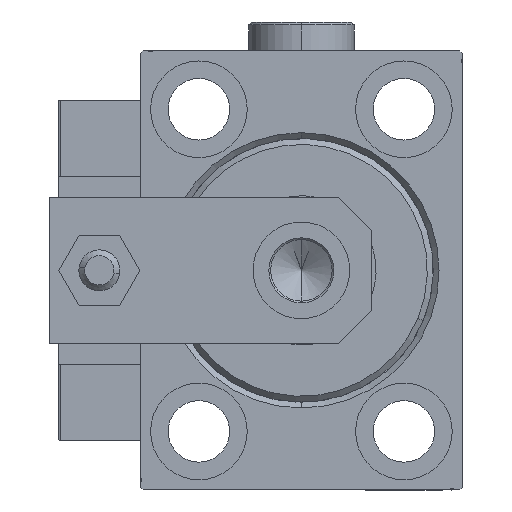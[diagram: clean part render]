
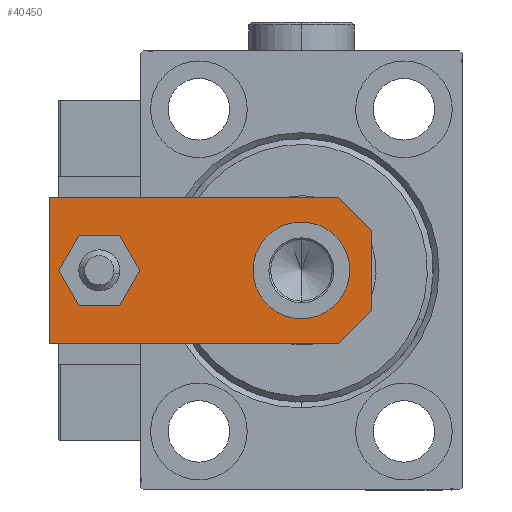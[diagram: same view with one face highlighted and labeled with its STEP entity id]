
A CAD part, left-side view. The second image highlights one B-rep face of the part: STEP entity #40450.
In plain terms, the highlighted face is planar.
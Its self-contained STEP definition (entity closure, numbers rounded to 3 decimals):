
#634 = CARTESIAN_POINT ( 'NONE',  ( -12.5, 0., 6. ) ) ;
#822 = CARTESIAN_POINT ( 'NONE',  ( -12.5, 55., 6. ) ) ;
#1860 = EDGE_CURVE ( 'NONE', #18024, #33722, #29724, .T. ) ;
#2311 = VECTOR ( 'NONE', #21020, 1000. ) ;
#2445 = DIRECTION ( 'NONE',  ( 1., 0., 0. ) ) ;
#3413 = EDGE_CURVE ( 'NONE', #40411, #38236, #6305, .T. ) ;
#3467 = EDGE_CURVE ( 'NONE', #39434, #11376, #18590, .T. ) ;
#4255 = ORIENTED_EDGE ( 'NONE', *, *, #3467, .T. ) ;
#4519 = DIRECTION ( 'NONE',  ( 0., 0., 1. ) ) ;
#4868 = CARTESIAN_POINT ( 'NONE',  ( -8.25, 12., 6. ) ) ;
#5064 = CARTESIAN_POINT ( 'NONE',  ( 8.25, 12., 6. ) ) ;
#5163 = CARTESIAN_POINT ( 'NONE',  ( 12.5, 0., 6. ) ) ;
#6024 = ORIENTED_EDGE ( 'NONE', *, *, #3413, .F. ) ;
#6305 = CIRCLE ( 'NONE', #22114, 8.25 ) ;
#6912 = EDGE_CURVE ( 'NONE', #11376, #18024, #36670, .T. ) ;
#7324 = VECTOR ( 'NONE', #28389, 1000. ) ;
#8132 = EDGE_LOOP ( 'NONE', ( #11769, #6024 ) ) ;
#8354 = LINE ( 'NONE', #822, #7324 ) ;
#8423 = DIRECTION ( 'NONE',  ( 1., 0., 0. ) ) ;
#8477 = EDGE_LOOP ( 'NONE', ( #37555, #38581 ) ) ;
#8669 = ORIENTED_EDGE ( 'NONE', *, *, #43901, .T. ) ;
#9315 = VERTEX_POINT ( 'NONE', #27104 ) ;
#9985 = CARTESIAN_POINT ( 'NONE',  ( 0., 0., 6. ) ) ;
#10044 = DIRECTION ( 'NONE',  ( 0.707, -0.707, 0. ) ) ;
#10233 = FACE_BOUND ( 'NONE', #8132, .T. ) ;
#10251 = ORIENTED_EDGE ( 'NONE', *, *, #32495, .T. ) ;
#10531 = CARTESIAN_POINT ( 'NONE',  ( 4., 46.5, 6. ) ) ;
#10985 = FACE_BOUND ( 'NONE', #8477, .T. ) ;
#11319 = DIRECTION ( 'NONE',  ( 1., 0., 0. ) ) ;
#11376 = VERTEX_POINT ( 'NONE', #17461 ) ;
#11769 = ORIENTED_EDGE ( 'NONE', *, *, #32357, .F. ) ;
#12294 = DIRECTION ( 'NONE',  ( 1., 0., 0. ) ) ;
#15680 = CARTESIAN_POINT ( 'NONE',  ( 0., 46.5, 6. ) ) ;
#16468 = DIRECTION ( 'NONE',  ( 1., 0., 0. ) ) ;
#16967 = EDGE_CURVE ( 'NONE', #28948, #36719, #47948, .T. ) ;
#17461 = CARTESIAN_POINT ( 'NONE',  ( 12.5, 5.66, 6. ) ) ;
#17516 = CARTESIAN_POINT ( 'NONE',  ( 6.84, 0., 6. ) ) ;
#18024 = VERTEX_POINT ( 'NONE', #40422 ) ;
#18590 = LINE ( 'NONE', #50885, #35411 ) ;
#19554 = VECTOR ( 'NONE', #10044, 1000. ) ;
#20091 = DIRECTION ( 'NONE',  ( 0., 0., 1. ) ) ;
#21020 = DIRECTION ( 'NONE',  ( 0., 1., 0. ) ) ;
#21299 = EDGE_CURVE ( 'NONE', #36719, #28948, #45629, .T. ) ;
#21674 = LINE ( 'NONE', #634, #23435 ) ;
#21898 = VERTEX_POINT ( 'NONE', #42897 ) ;
#22114 = AXIS2_PLACEMENT_3D ( 'NONE', #43080, #26927, #30606 ) ;
#23007 = VECTOR ( 'NONE', #26060, 1000. ) ;
#23435 = VECTOR ( 'NONE', #16468, 1000. ) ;
#24535 = ORIENTED_EDGE ( 'NONE', *, *, #1860, .T. ) ;
#26060 = DIRECTION ( 'NONE',  ( -1., 0., 0. ) ) ;
#26113 = DIRECTION ( 'NONE',  ( 0., 0., 1. ) ) ;
#26177 = DIRECTION ( 'NONE',  ( 0.707, 0.707, 0. ) ) ;
#26927 = DIRECTION ( 'NONE',  ( 0., 0., 1. ) ) ;
#27104 = CARTESIAN_POINT ( 'NONE',  ( -12.5, 5.66, 6. ) ) ;
#27568 = CIRCLE ( 'NONE', #35916, 8.25 ) ;
#27893 = ORIENTED_EDGE ( 'NONE', *, *, #6912, .T. ) ;
#28389 = DIRECTION ( 'NONE',  ( 0., -1., 0. ) ) ;
#28948 = VERTEX_POINT ( 'NONE', #51262 ) ;
#29724 = LINE ( 'NONE', #45612, #23007 ) ;
#30606 = DIRECTION ( 'NONE',  ( 1., 0., 0. ) ) ;
#32357 = EDGE_CURVE ( 'NONE', #38236, #40411, #27568, .T. ) ;
#32495 = EDGE_CURVE ( 'NONE', #21898, #39434, #21674, .T. ) ;
#33146 = EDGE_LOOP ( 'NONE', ( #8669, #38845, #10251, #4255, #27893, #24535 ) ) ;
#33157 = AXIS2_PLACEMENT_3D ( 'NONE', #15680, #20091, #12294 ) ;
#33722 = VERTEX_POINT ( 'NONE', #34556 ) ;
#34556 = CARTESIAN_POINT ( 'NONE',  ( -12.5, 55., 6. ) ) ;
#35411 = VECTOR ( 'NONE', #26177, 1000. ) ;
#35483 = AXIS2_PLACEMENT_3D ( 'NONE', #47503, #46988, #11319 ) ;
#35916 = AXIS2_PLACEMENT_3D ( 'NONE', #44075, #4519, #8423 ) ;
#36670 = LINE ( 'NONE', #5163, #2311 ) ;
#36719 = VERTEX_POINT ( 'NONE', #10531 ) ;
#37405 = CARTESIAN_POINT ( 'NONE',  ( -3.42, -3.42, 6. ) ) ;
#37555 = ORIENTED_EDGE ( 'NONE', *, *, #16967, .F. ) ;
#38236 = VERTEX_POINT ( 'NONE', #4868 ) ;
#38310 = EDGE_CURVE ( 'NONE', #9315, #21898, #45720, .T. ) ;
#38581 = ORIENTED_EDGE ( 'NONE', *, *, #21299, .F. ) ;
#38845 = ORIENTED_EDGE ( 'NONE', *, *, #38310, .T. ) ;
#39434 = VERTEX_POINT ( 'NONE', #17516 ) ;
#40411 = VERTEX_POINT ( 'NONE', #5064 ) ;
#40422 = CARTESIAN_POINT ( 'NONE',  ( 12.5, 55., 6. ) ) ;
#40450 = ADVANCED_FACE ( 'NONE', ( #10985, #45659, #10233 ), #42248, .T. ) ;
#42248 = PLANE ( 'NONE',  #42908 ) ;
#42897 = CARTESIAN_POINT ( 'NONE',  ( -6.84, 0., 6. ) ) ;
#42908 = AXIS2_PLACEMENT_3D ( 'NONE', #9985, #26113, #2445 ) ;
#43080 = CARTESIAN_POINT ( 'NONE',  ( 0., 12., 6. ) ) ;
#43901 = EDGE_CURVE ( 'NONE', #33722, #9315, #8354, .T. ) ;
#44075 = CARTESIAN_POINT ( 'NONE',  ( 0., 12., 6. ) ) ;
#45612 = CARTESIAN_POINT ( 'NONE',  ( 12.5, 55., 6. ) ) ;
#45629 = CIRCLE ( 'NONE', #33157, 4. ) ;
#45659 = FACE_OUTER_BOUND ( 'NONE', #33146, .T. ) ;
#45720 = LINE ( 'NONE', #37405, #19554 ) ;
#46988 = DIRECTION ( 'NONE',  ( 0., 0., 1. ) ) ;
#47503 = CARTESIAN_POINT ( 'NONE',  ( 0., 46.5, 6. ) ) ;
#47948 = CIRCLE ( 'NONE', #35483, 4. ) ;
#50885 = CARTESIAN_POINT ( 'NONE',  ( 3.42, -3.42, 6. ) ) ;
#51262 = CARTESIAN_POINT ( 'NONE',  ( -4., 46.5, 6. ) ) ;
